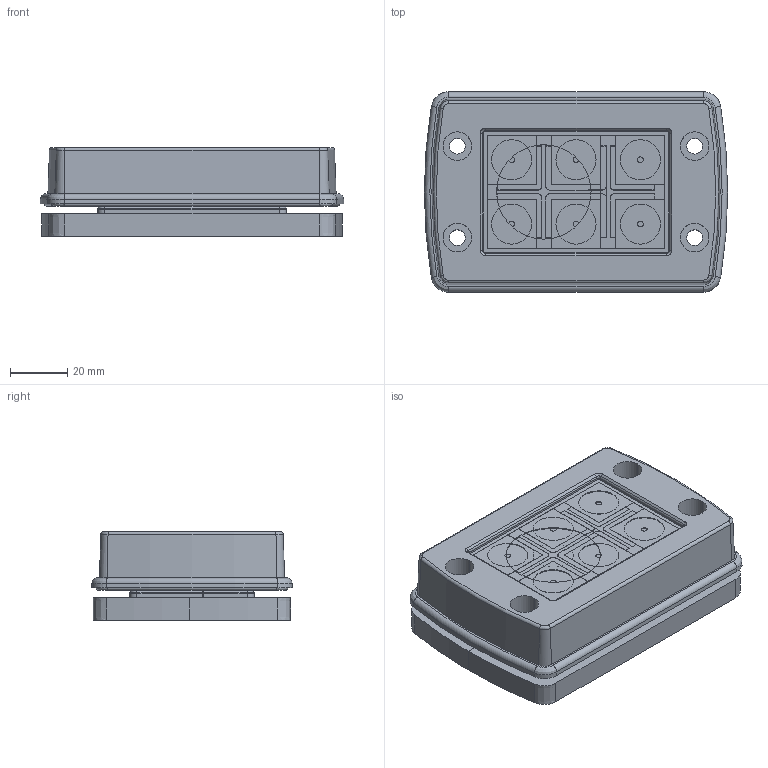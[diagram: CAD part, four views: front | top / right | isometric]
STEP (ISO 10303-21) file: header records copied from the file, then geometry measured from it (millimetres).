
FILE_DESCRIPTION((''),'2;1');
FILE_NAME('KDS-SR_6-10_3D_VOLUMEN_ASM','2017-01-30T',('Frank Ludolph'),(''),'CREO PARAMETRIC BY PTC INC, 2015290','CREO PARAMETRIC BY PTC INC, 2015290','');
FILE_SCHEMA(('CONFIG_CONTROL_DESIGN'));
Length unit declared in the file: millimetre
Products named in the file (7): KDS-SR_6-10_3D_VOLUMEN; KDS-SR_INLAY-6_3D_VOLUMEN; KDS-DE_3D_VOLUMEN; KDS-SR_INLAY-2_3D_VOLUMEN; KDS-DEG_3D_VOLUMEN; KDS-IVR_6-10_3D_VOLUMEN; KDS-SR_6-10_3D_VOLUMEN_ASM
Assembly tree (12 placements, depth 2):
  KDS-SR_6-10_3D_VOLUMEN_ASM
    KDS-SR_6-10_3D_VOLUMEN
    KDS-SR_INLAY-6_3D_VOLUMEN
    KDS-DE_3D_VOLUMEN  x6
    KDS-SR_INLAY-2_3D_VOLUMEN
    KDS-DEG_3D_VOLUMEN
    KDS-IVR_6-10_3D_VOLUMEN  x2
Bounding box: 106.08 x 70.08 x 31.1 mm (x, y, z)
Volume: 186091.8 mm3; surface area: 66731.8 mm2
Topology: 12 solids, 12 shells, 942 faces, 2390 edges, 1519 vertices
Faces by surface type: plane 460, cylinder 320, bspline 92, extrusion 42, torus 14, cone 12, sphere 2
Entity records: 24995 total; most frequent: CARTESIAN_POINT 9254, ORIENTED_EDGE 3396, DIRECTION 2972, EDGE_CURVE 1698, VECTOR 1144, LINE 1121, VERTEX_POINT 1077, AXIS2_PLACEMENT_3D 914
